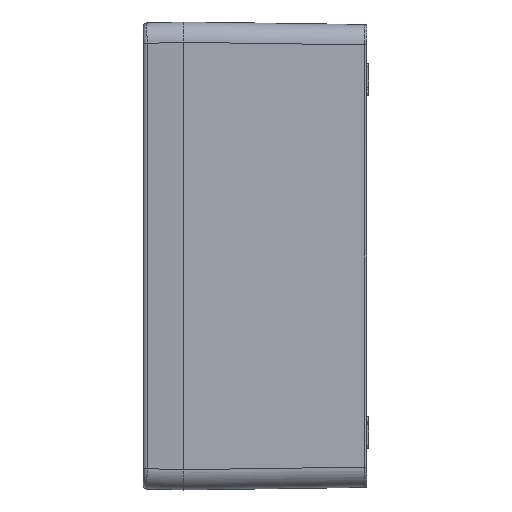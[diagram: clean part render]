
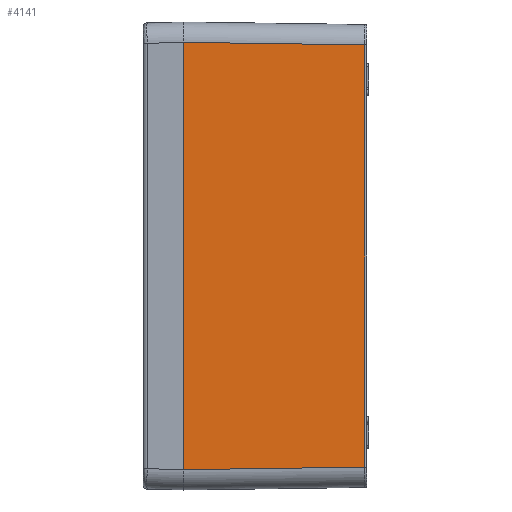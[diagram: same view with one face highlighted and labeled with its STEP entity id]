
A CAD part, left-side view. The second image highlights one B-rep face of the part: STEP entity #4141.
In plain terms, the highlighted planar face has unit normal (-1, -0.014, 0).
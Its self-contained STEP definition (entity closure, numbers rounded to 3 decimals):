
#47 = AXIS2_PLACEMENT_3D ( 'NONE', #6256, #21743, #23514 ) ;
#160 = PLANE ( 'NONE',  #47 ) ;
#389 = B_SPLINE_CURVE_WITH_KNOTS ( 'NONE', 3,
 ( #13496, #21369, #15532, #13749 ),
 .UNSPECIFIED., .F., .F.,
 ( 4, 4 ),
 ( 0., 1. ),
 .UNSPECIFIED. ) ;
#1354 = CARTESIAN_POINT ( 'NONE',  ( -163.757, 0.986, -103.758 ) ) ;
#4141 = ADVANCED_FACE ( 'NONE', ( #13985 ), #160, .T. ) ;
#4244 = ORIENTED_EDGE ( 'NONE', *, *, #12060, .F. ) ;
#4809 = CARTESIAN_POINT ( 'NONE',  ( -165., 90., -105.001 ) ) ;
#5082 = ORIENTED_EDGE ( 'NONE', *, *, #9708, .F. ) ;
#5152 = VERTEX_POINT ( 'NONE', #22550 ) ;
#6256 = CARTESIAN_POINT ( 'NONE',  ( -165., 90., -121.31 ) ) ;
#7805 = CARTESIAN_POINT ( 'NONE',  ( -163.757, 0.986, -103.758 ) ) ;
#8854 = CARTESIAN_POINT ( 'NONE',  ( -163.757, 0.986, 34.586 ) ) ;
#8893 = VERTEX_POINT ( 'NONE', #7805 ) ;
#9708 = EDGE_CURVE ( 'NONE', #24026, #8893, #15038, .T. ) ;
#9963 = VECTOR ( 'NONE', #12782, 1000. ) ;
#10368 = LINE ( 'NONE', #4809, #9963 ) ;
#10572 = CARTESIAN_POINT ( 'NONE',  ( -165., 90., 105.001 ) ) ;
#10824 = EDGE_CURVE ( 'NONE', #5152, #14646, #10368, .T. ) ;
#12060 = EDGE_CURVE ( 'NONE', #14646, #24026, #389, .T. ) ;
#12163 = B_SPLINE_CURVE_WITH_KNOTS ( 'NONE', 3,
 ( #24444, #14672, #18827, #1354 ),
 .UNSPECIFIED., .F., .F.,
 ( 4, 4 ),
 ( 0., 1. ),
 .UNSPECIFIED. ) ;
#12620 = EDGE_LOOP ( 'NONE', ( #4244, #23439, #21068, #5082 ) ) ;
#12782 = DIRECTION ( 'NONE',  ( 0., 0., 1. ) ) ;
#13496 = CARTESIAN_POINT ( 'NONE',  ( -165., 90., 105.001 ) ) ;
#13749 = CARTESIAN_POINT ( 'NONE',  ( -163.757, 0.986, 103.758 ) ) ;
#13985 = FACE_OUTER_BOUND ( 'NONE', #12620, .T. ) ;
#14646 = VERTEX_POINT ( 'NONE', #10572 ) ;
#14672 = CARTESIAN_POINT ( 'NONE',  ( -164.586, 60.329, -104.587 ) ) ;
#15038 = B_SPLINE_CURVE_WITH_KNOTS ( 'NONE', 3,
 ( #18462, #8854, #16583, #24331 ),
 .UNSPECIFIED., .F., .F.,
 ( 4, 4 ),
 ( 0., 1. ),
 .UNSPECIFIED. ) ;
#15375 = EDGE_CURVE ( 'NONE', #5152, #8893, #12163, .T. ) ;
#15532 = CARTESIAN_POINT ( 'NONE',  ( -164.171, 30.657, 104.172 ) ) ;
#16583 = CARTESIAN_POINT ( 'NONE',  ( -163.757, 0.986, -34.586 ) ) ;
#18462 = CARTESIAN_POINT ( 'NONE',  ( -163.757, 0.986, 103.758 ) ) ;
#18827 = CARTESIAN_POINT ( 'NONE',  ( -164.171, 30.657, -104.172 ) ) ;
#21068 = ORIENTED_EDGE ( 'NONE', *, *, #15375, .T. ) ;
#21369 = CARTESIAN_POINT ( 'NONE',  ( -164.586, 60.329, 104.587 ) ) ;
#21743 = DIRECTION ( 'NONE',  ( -1., -0.014, 0. ) ) ;
#21986 = CARTESIAN_POINT ( 'NONE',  ( -163.757, 0.986, 103.758 ) ) ;
#22550 = CARTESIAN_POINT ( 'NONE',  ( -165., 90., -105.001 ) ) ;
#23439 = ORIENTED_EDGE ( 'NONE', *, *, #10824, .F. ) ;
#23514 = DIRECTION ( 'NONE',  ( -0.014, 1., 0. ) ) ;
#24026 = VERTEX_POINT ( 'NONE', #21986 ) ;
#24331 = CARTESIAN_POINT ( 'NONE',  ( -163.757, 0.986, -103.758 ) ) ;
#24444 = CARTESIAN_POINT ( 'NONE',  ( -165., 90., -105.001 ) ) ;
